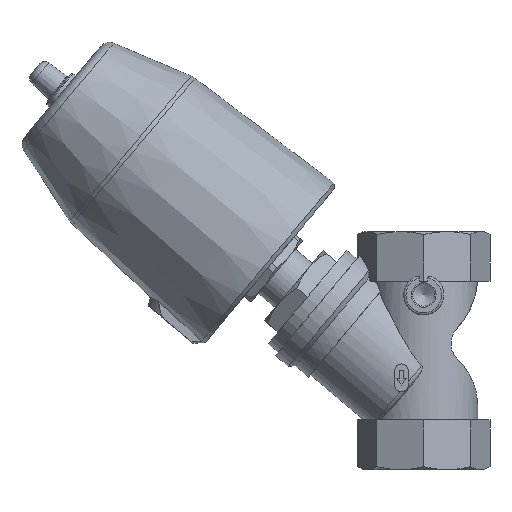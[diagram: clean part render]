
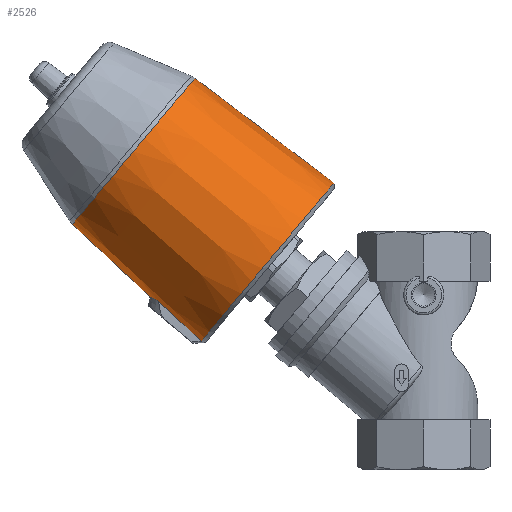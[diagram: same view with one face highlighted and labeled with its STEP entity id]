
A CAD part, left-side view. The second image highlights one B-rep face of the part: STEP entity #2526.
In plain terms, the highlighted conical face has half-angle 3 degrees and reference radius 42.811 mm.
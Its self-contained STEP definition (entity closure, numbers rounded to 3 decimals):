
#46=CONICAL_SURFACE('',#2811,42.811,0.052);
#513=B_SPLINE_CURVE_WITH_KNOTS('',3,(#4334,#4335,#4336,#4337,#4338,#4339,
#4340,#4341,#4342),.UNSPECIFIED.,.F.,.F.,(4,1,1,1,1,1,4),(0.,
0.003,0.006,0.011,0.017,
0.02,0.023),.UNSPECIFIED.);
#515=B_SPLINE_CURVE_WITH_KNOTS('',3,(#4354,#4355,#4356,#4357),
 .UNSPECIFIED.,.F.,.F.,(4,4),(0.001,0.028),
 .UNSPECIFIED.);
#516=B_SPLINE_CURVE_WITH_KNOTS('',3,(#4370,#4371,#4372,#4373),
 .UNSPECIFIED.,.F.,.F.,(4,4),(0.002,0.028),
 .UNSPECIFIED.);
#520=B_SPLINE_CURVE_WITH_KNOTS('',3,(#4425,#4426,#4427,#4428,#4429,#4430,
#4431,#4432,#4433,#4434,#4435,#4436,#4437,#4438,#4439,#4440,#4441,#4442,
#4443,#4444,#4445,#4446,#4447,#4448,#4449,#4450,#4451,#4452,#4453,#4454,
#4455,#4456,#4457,#4458,#4459,#4460,#4461,#4462,#4463,#4464,#4465,#4466,
#4467,#4468,#4469,#4470,#4471,#4472,#4473,#4474,#4475,#4476),
 .UNSPECIFIED.,.F.,.F.,(4,1,1,1,1,1,1,1,1,1,1,1,1,1,1,1,1,1,1,1,1,1,1,1,
1,1,1,1,1,1,1,1,1,1,1,1,1,1,1,1,1,1,1,1,1,1,1,1,1,4),(0.157,
0.166,0.17,0.174,0.183,
0.191,0.2,0.209,0.217,
0.221,0.226,0.23,0.234,
0.239,0.243,0.247,0.251,
0.256,0.26,0.264,0.269,
0.277,0.286,0.294,0.298,
0.303,0.307,0.311,0.32,
0.328,0.337,0.341,0.346,
0.35,0.354,0.358,0.363,0.367,
0.371,0.376,0.38,0.384,
0.388,0.393,0.397,0.401,
0.406,0.414,0.423,0.431),
 .UNSPECIFIED.);
#835=ORIENTED_EDGE('',*,*,#1463,.T.);
#836=ORIENTED_EDGE('',*,*,#1467,.T.);
#837=ORIENTED_EDGE('',*,*,#1495,.T.);
#838=ORIENTED_EDGE('',*,*,#1474,.F.);
#839=ORIENTED_EDGE('',*,*,#1507,.T.);
#1463=EDGE_CURVE('',#1796,#1798,#513,.T.);
#1467=EDGE_CURVE('',#1798,#1802,#515,.T.);
#1474=EDGE_CURVE('',#1796,#1808,#516,.T.);
#1495=EDGE_CURVE('',#1802,#1808,#520,.T.);
#1507=EDGE_CURVE('',#1829,#1829,#1999,.T.);
#1796=VERTEX_POINT('',#4325);
#1798=VERTEX_POINT('',#4333);
#1802=VERTEX_POINT('',#4353);
#1808=VERTEX_POINT('',#4374);
#1829=VERTEX_POINT('',#4514);
#1999=CIRCLE('',#2810,42.811);
#2103=EDGE_LOOP('',(#835,#836,#837,#838));
#2104=EDGE_LOOP('',(#839));
#2310=FACE_BOUND('',#2103,.T.);
#2311=FACE_BOUND('',#2104,.T.);
#2526=ADVANCED_FACE('',(#2310,#2311),#46,.T.);
#2810=AXIS2_PLACEMENT_3D('',#4513,#3319,#3320);
#2811=AXIS2_PLACEMENT_3D('',#4515,#3321,#3322);
#3319=DIRECTION('',(0.643,-0.766,0.));
#3320=DIRECTION('',(0.766,0.643,0.));
#3321=DIRECTION('',(0.643,-0.766,0.));
#3322=DIRECTION('',(0.766,0.643,0.));
#4325=CARTESIAN_POINT('',(-75.625,119.08,10.));
#4333=CARTESIAN_POINT('',(-75.625,119.08,-10.));
#4334=CARTESIAN_POINT('',(-75.625,119.08,10.));
#4335=CARTESIAN_POINT('',(-76.003,119.69,9.376));
#4336=CARTESIAN_POINT('',(-76.638,120.786,7.991));
#4337=CARTESIAN_POINT('',(-77.529,122.479,4.692));
#4338=CARTESIAN_POINT('',(-77.944,123.376,-0.006));
#4339=CARTESIAN_POINT('',(-77.526,122.473,-4.709));
#4340=CARTESIAN_POINT('',(-76.635,120.78,-7.997));
#4341=CARTESIAN_POINT('',(-76.003,119.69,-9.375));
#4342=CARTESIAN_POINT('',(-75.625,119.08,-10.));
#4353=CARTESIAN_POINT('',(-57.755,99.966,-10.));
#4354=CARTESIAN_POINT('',(-75.625,119.08,-10.));
#4355=CARTESIAN_POINT('',(-69.668,112.708,-10.));
#4356=CARTESIAN_POINT('',(-63.711,106.337,-10.));
#4357=CARTESIAN_POINT('',(-57.755,99.966,-10.));
#4370=CARTESIAN_POINT('',(-75.625,119.08,10.));
#4371=CARTESIAN_POINT('',(-69.668,112.708,10.));
#4372=CARTESIAN_POINT('',(-63.711,106.337,10.));
#4373=CARTESIAN_POINT('',(-57.755,99.966,10.));
#4374=CARTESIAN_POINT('',(-57.755,99.966,10.));
#4425=CARTESIAN_POINT('',(-57.755,99.966,-10.));
#4426=CARTESIAN_POINT('',(-58.225,99.571,-12.81));
#4427=CARTESIAN_POINT('',(-59.215,98.741,-16.886));
#4428=CARTESIAN_POINT('',(-61.087,97.17,-22.045));
#4429=CARTESIAN_POINT('',(-63.347,95.273,-27.022));
#4430=CARTESIAN_POINT('',(-66.731,92.434,-32.577));
#4431=CARTESIAN_POINT('',(-71.758,88.216,-38.287));
#4432=CARTESIAN_POINT('',(-77.385,83.494,-42.622));
#4433=CARTESIAN_POINT('',(-83.643,78.243,-45.607));
#4434=CARTESIAN_POINT('',(-89.005,73.744,-46.789));
#4435=CARTESIAN_POINT('',(-93.436,70.026,-46.966));
#4436=CARTESIAN_POINT('',(-96.708,67.28,-46.7));
#4437=CARTESIAN_POINT('',(-99.94,64.569,-46.052));
#4438=CARTESIAN_POINT('',(-103.135,61.888,-45.016));
#4439=CARTESIAN_POINT('',(-106.267,59.259,-43.589));
#4440=CARTESIAN_POINT('',(-109.243,56.762,-41.818));
#4441=CARTESIAN_POINT('',(-112.085,54.378,-39.705));
#4442=CARTESIAN_POINT('',(-114.801,52.098,-37.229));
#4443=CARTESIAN_POINT('',(-117.319,49.985,-34.45));
#4444=CARTESIAN_POINT('',(-119.613,48.06,-31.409));
#4445=CARTESIAN_POINT('',(-121.692,46.316,-28.104));
#4446=CARTESIAN_POINT('',(-124.176,44.232,-23.312));
#4447=CARTESIAN_POINT('',(-126.582,42.213,-16.937));
#4448=CARTESIAN_POINT('',(-128.392,40.694,-8.589));
#4449=CARTESIAN_POINT('',(-128.894,40.273,-1.427));
#4450=CARTESIAN_POINT('',(-128.689,40.445,4.327));
#4451=CARTESIAN_POINT('',(-128.239,40.823,8.564));
#4452=CARTESIAN_POINT('',(-127.492,41.45,12.754));
#4453=CARTESIAN_POINT('',(-126.094,42.623,18.232));
#4454=CARTESIAN_POINT('',(-123.691,44.639,24.598));
#4455=CARTESIAN_POINT('',(-119.704,47.985,31.574));
#4456=CARTESIAN_POINT('',(-115.715,51.332,36.393));
#4457=CARTESIAN_POINT('',(-112.083,54.379,39.707));
#4458=CARTESIAN_POINT('',(-109.23,56.773,41.827));
#4459=CARTESIAN_POINT('',(-106.254,59.27,43.595));
#4460=CARTESIAN_POINT('',(-103.152,61.873,45.01));
#4461=CARTESIAN_POINT('',(-99.929,64.578,46.056));
#4462=CARTESIAN_POINT('',(-96.693,67.292,46.702));
#4463=CARTESIAN_POINT('',(-93.43,70.031,46.965));
#4464=CARTESIAN_POINT('',(-90.126,72.803,46.836));
#4465=CARTESIAN_POINT('',(-86.845,75.556,46.31));
#4466=CARTESIAN_POINT('',(-83.65,78.237,45.404));
#4467=CARTESIAN_POINT('',(-80.527,80.858,44.126));
#4468=CARTESIAN_POINT('',(-77.462,83.429,42.453));
#4469=CARTESIAN_POINT('',(-74.56,85.865,40.441));
#4470=CARTESIAN_POINT('',(-71.824,88.161,38.105));
#4471=CARTESIAN_POINT('',(-69.249,90.321,35.445));
#4472=CARTESIAN_POINT('',(-66.045,93.009,31.451));
#4473=CARTESIAN_POINT('',(-62.662,95.848,25.897));
#4474=CARTESIAN_POINT('',(-59.53,98.476,18.217));
#4475=CARTESIAN_POINT('',(-58.222,99.574,12.794));
#4476=CARTESIAN_POINT('',(-57.755,99.966,10.));
#4513=CARTESIAN_POINT('',(-143.077,130.354,0.));
#4514=CARTESIAN_POINT('',(-110.282,157.873,0.));
#4515=CARTESIAN_POINT('',(-143.077,130.354,0.));
